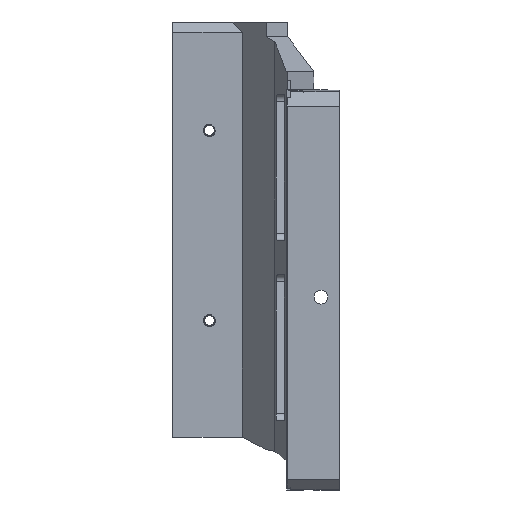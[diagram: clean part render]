
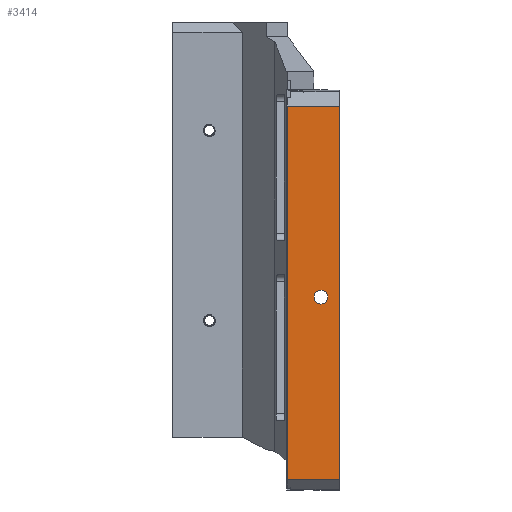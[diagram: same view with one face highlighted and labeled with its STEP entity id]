
A CAD part, front view. The second image highlights one B-rep face of the part: STEP entity #3414.
In plain terms, the highlighted planar face has unit normal (0, -1, 0).
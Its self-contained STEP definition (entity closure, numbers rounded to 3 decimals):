
#2274 = EDGE_CURVE('',#2275,#2277,#2279,.T.);
#2275 = VERTEX_POINT('',#2276);
#2276 = CARTESIAN_POINT('',(48.,-25.553,3.));
#2277 = VERTEX_POINT('',#2278);
#2278 = CARTESIAN_POINT('',(48.,-25.553,
    110.766));
#2279 = LINE('',#2280,#2281);
#2280 = CARTESIAN_POINT('',(48.,-25.553,
    0.));
#2281 = VECTOR('',#2282,1.);
#2282 = DIRECTION('',(0.,0.,1.));
#2387 = VERTEX_POINT('',#2388);
#2388 = CARTESIAN_POINT('',(33.,-25.553,3.));
#2396 = EDGE_CURVE('',#2387,#2275,#2397,.T.);
#2397 = LINE('',#2398,#2399);
#2398 = CARTESIAN_POINT('',(33.,-25.553,3.));
#2399 = VECTOR('',#2400,1.);
#2400 = DIRECTION('',(1.,0.,0.));
#2815 = EDGE_CURVE('',#2816,#2277,#2818,.T.);
#2816 = VERTEX_POINT('',#2817);
#2817 = CARTESIAN_POINT('',(33.,-25.553,
    110.766));
#2818 = LINE('',#2819,#2820);
#2819 = CARTESIAN_POINT('',(33.,-25.553,
    110.766));
#2820 = VECTOR('',#2821,1.);
#2821 = DIRECTION('',(1.,0.,0.));
#3414 = ADVANCED_FACE('',(#3415,#3426),#3437,.F.);
#3415 = FACE_BOUND('',#3416,.F.);
#3416 = EDGE_LOOP('',(#3417,#3423,#3424,#3425));
#3417 = ORIENTED_EDGE('',*,*,#3418,.T.);
#3418 = EDGE_CURVE('',#2387,#2816,#3419,.T.);
#3419 = LINE('',#3420,#3421);
#3420 = CARTESIAN_POINT('',(33.,-25.553,
    0.));
#3421 = VECTOR('',#3422,1.);
#3422 = DIRECTION('',(0.,0.,1.));
#3423 = ORIENTED_EDGE('',*,*,#2815,.T.);
#3424 = ORIENTED_EDGE('',*,*,#2274,.F.);
#3425 = ORIENTED_EDGE('',*,*,#2396,.F.);
#3426 = FACE_BOUND('',#3427,.F.);
#3427 = EDGE_LOOP('',(#3428));
#3428 = ORIENTED_EDGE('',*,*,#3429,.T.);
#3429 = EDGE_CURVE('',#3430,#3430,#3432,.T.);
#3430 = VERTEX_POINT('',#3431);
#3431 = CARTESIAN_POINT('',(40.74,-25.553,
    55.645));
#3432 = CIRCLE('',#3433,2.);
#3433 = AXIS2_PLACEMENT_3D('',#3434,#3435,#3436);
#3434 = CARTESIAN_POINT('',(42.74,-25.553,
    55.645));
#3435 = DIRECTION('',(0.,-1.,0.));
#3436 = DIRECTION('',(-1.,0.,0.));
#3437 = PLANE('',#3438);
#3438 = AXIS2_PLACEMENT_3D('',#3439,#3440,#3441);
#3439 = CARTESIAN_POINT('',(33.,-25.553,
    0.));
#3440 = DIRECTION('',(0.,1.,0.));
#3441 = DIRECTION('',(1.,0.,0.));
